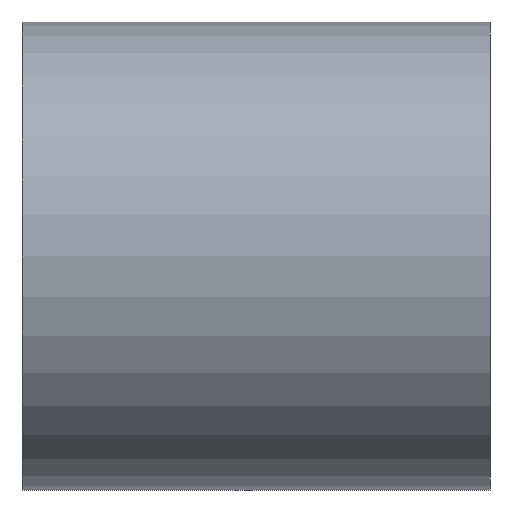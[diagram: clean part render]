
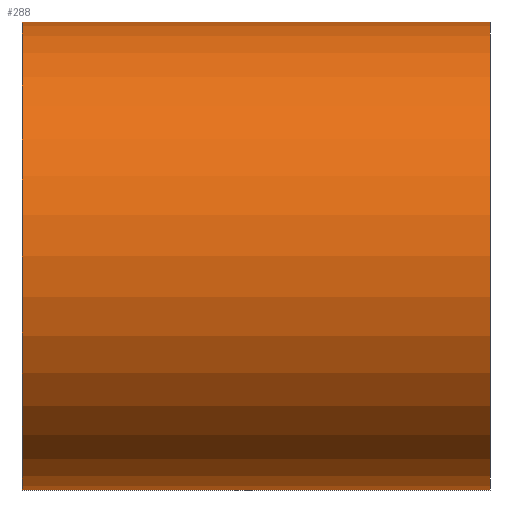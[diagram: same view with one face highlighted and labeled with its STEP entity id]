
A CAD part, left-side view. The second image highlights one B-rep face of the part: STEP entity #288.
In plain terms, the highlighted cylindrical face has radius 8.5 mm (diameter 17 mm), a partial arc.
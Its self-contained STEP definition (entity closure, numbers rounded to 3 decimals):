
#258 = VERTEX_POINT ( 'NONE', #1060 ) ;
#263 = EDGE_LOOP ( 'NONE', ( #334, #341, #290, #289 ) ) ;
#275 = VERTEX_POINT ( 'NONE', #1046 ) ;
#288 = ADVANCED_FACE ( 'NONE', ( #1646 ), #1703, .T. ) ;
#289 = ORIENTED_EDGE ( 'NONE', *, *, #320, .T. ) ;
#290 = ORIENTED_EDGE ( 'NONE', *, *, #319, .T. ) ;
#298 = VERTEX_POINT ( 'NONE', #1702 ) ;
#315 = EDGE_CURVE ( 'NONE', #275, #316, #1764, .T. ) ;
#316 = VERTEX_POINT ( 'NONE', #1731 ) ;
#319 = EDGE_CURVE ( 'NONE', #258, #298, #1752, .T. ) ;
#320 = EDGE_CURVE ( 'NONE', #298, #316, #1755, .T. ) ;
#328 = EDGE_CURVE ( 'NONE', #275, #258, #1714, .T. ) ;
#334 = ORIENTED_EDGE ( 'NONE', *, *, #315, .F. ) ;
#341 = ORIENTED_EDGE ( 'NONE', *, *, #328, .T. ) ;
#1046 = CARTESIAN_POINT ( 'NONE',  ( 0., -8.5, -8.5 ) ) ;
#1060 = CARTESIAN_POINT ( 'NONE',  ( 0., -8.5, 8.5 ) ) ;
#1646 = FACE_OUTER_BOUND ( 'NONE', #263, .T. ) ;
#1650 = DIRECTION ( 'NONE',  ( 0., 0., 1. ) ) ;
#1651 = AXIS2_PLACEMENT_3D ( 'NONE', #1658, #1680, #1650 ) ;
#1658 = CARTESIAN_POINT ( 'NONE',  ( 0., 10.366, 0. ) ) ;
#1680 = DIRECTION ( 'NONE',  ( 0., 1., 0. ) ) ;
#1702 = CARTESIAN_POINT ( 'NONE',  ( 0., 8.5, 8.5 ) ) ;
#1703 = CYLINDRICAL_SURFACE ( 'NONE', #1651, 8.5 ) ;
#1711 = DIRECTION ( 'NONE',  ( 0., 0., -1. ) ) ;
#1712 = DIRECTION ( 'NONE',  ( 0., 1., 0. ) ) ;
#1713 = AXIS2_PLACEMENT_3D ( 'NONE', #1725, #1712, #1711 ) ;
#1714 = CIRCLE ( 'NONE', #1713, 8.5 ) ;
#1725 = CARTESIAN_POINT ( 'NONE',  ( 0., -8.5, 0. ) ) ;
#1726 = DIRECTION ( 'NONE',  ( 0., 0., 1. ) ) ;
#1727 = DIRECTION ( 'NONE',  ( 0., -1., 0. ) ) ;
#1731 = CARTESIAN_POINT ( 'NONE',  ( 0., 8.5, -8.5 ) ) ;
#1734 = DIRECTION ( 'NONE',  ( 0., 1., 0. ) ) ;
#1735 = VECTOR ( 'NONE', #1734, 1000. ) ;
#1736 = CARTESIAN_POINT ( 'NONE',  ( 0., 10.366, -8.5 ) ) ;
#1738 = VECTOR ( 'NONE', #1757, 1000. ) ;
#1739 = CARTESIAN_POINT ( 'NONE',  ( 0., 10.366, 8.5 ) ) ;
#1752 = LINE ( 'NONE', #1739, #1738 ) ;
#1753 = CARTESIAN_POINT ( 'NONE',  ( 0., 8.5, 0. ) ) ;
#1754 = AXIS2_PLACEMENT_3D ( 'NONE', #1753, #1727, #1726 ) ;
#1755 = CIRCLE ( 'NONE', #1754, 8.5 ) ;
#1757 = DIRECTION ( 'NONE',  ( 0., 1., 0. ) ) ;
#1764 = LINE ( 'NONE', #1736, #1735 ) ;
